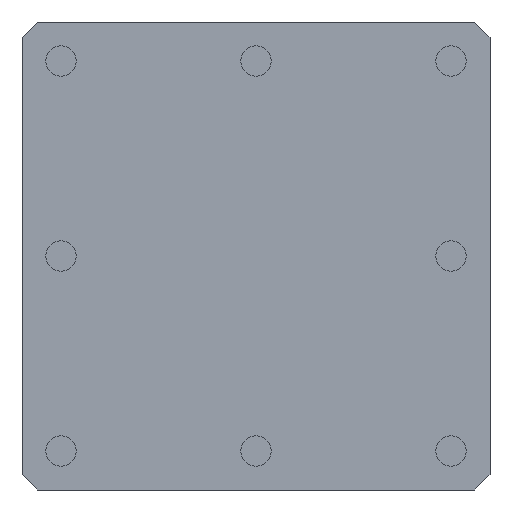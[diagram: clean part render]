
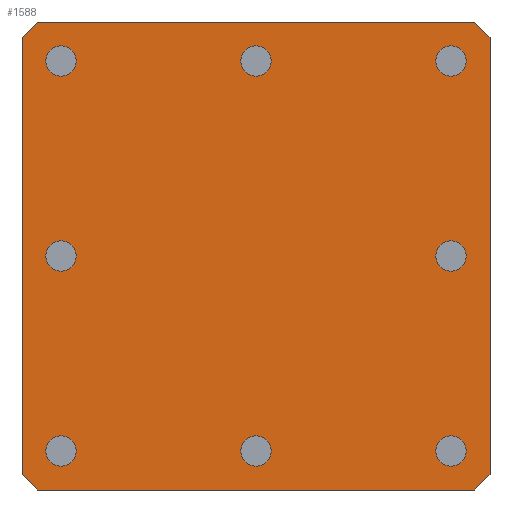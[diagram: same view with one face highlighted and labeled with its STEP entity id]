
A CAD part, front view. The second image highlights one B-rep face of the part: STEP entity #1588.
In plain terms, the highlighted face is planar.
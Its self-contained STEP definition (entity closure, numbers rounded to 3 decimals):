
#83=FACE_BOUND('',#385,.T.);
#84=FACE_BOUND('',#386,.T.);
#85=FACE_BOUND('',#387,.T.);
#86=FACE_BOUND('',#388,.T.);
#87=FACE_BOUND('',#389,.T.);
#88=FACE_BOUND('',#390,.T.);
#89=FACE_BOUND('',#391,.T.);
#90=FACE_BOUND('',#392,.T.);
#165=PLANE('',#1826);
#254=FACE_OUTER_BOUND('',#384,.T.);
#384=EDGE_LOOP('',(#1430,#1431,#1432,#1433,#1434,#1435,#1436,#1437));
#385=EDGE_LOOP('',(#1438));
#386=EDGE_LOOP('',(#1439));
#387=EDGE_LOOP('',(#1440));
#388=EDGE_LOOP('',(#1441));
#389=EDGE_LOOP('',(#1442));
#390=EDGE_LOOP('',(#1443));
#391=EDGE_LOOP('',(#1444));
#392=EDGE_LOOP('',(#1445));
#496=LINE('',#3080,#612);
#499=LINE('',#3086,#615);
#502=LINE('',#3092,#618);
#505=LINE('',#3098,#621);
#508=LINE('',#3104,#624);
#511=LINE('',#3110,#627);
#514=LINE('',#3116,#630);
#517=LINE('',#3120,#633);
#612=VECTOR('',#2229,10.);
#615=VECTOR('',#2234,10.);
#618=VECTOR('',#2239,10.);
#621=VECTOR('',#2244,10.);
#624=VECTOR('',#2249,10.);
#627=VECTOR('',#2254,10.);
#630=VECTOR('',#2259,10.);
#633=VECTOR('',#2264,10.);
#686=CIRCLE('',#1795,1.95);
#688=CIRCLE('',#1798,1.95);
#690=CIRCLE('',#1801,1.95);
#692=CIRCLE('',#1804,1.95);
#694=CIRCLE('',#1807,1.95);
#696=CIRCLE('',#1810,1.95);
#698=CIRCLE('',#1813,1.95);
#700=CIRCLE('',#1816,1.95);
#812=VERTEX_POINT('',#3026);
#814=VERTEX_POINT('',#3032);
#816=VERTEX_POINT('',#3038);
#818=VERTEX_POINT('',#3044);
#820=VERTEX_POINT('',#3050);
#822=VERTEX_POINT('',#3056);
#824=VERTEX_POINT('',#3062);
#826=VERTEX_POINT('',#3068);
#830=VERTEX_POINT('',#3077);
#831=VERTEX_POINT('',#3079);
#833=VERTEX_POINT('',#3085);
#835=VERTEX_POINT('',#3091);
#837=VERTEX_POINT('',#3097);
#839=VERTEX_POINT('',#3103);
#841=VERTEX_POINT('',#3109);
#843=VERTEX_POINT('',#3115);
#1002=EDGE_CURVE('',#812,#812,#686,.T.);
#1005=EDGE_CURVE('',#814,#814,#688,.T.);
#1008=EDGE_CURVE('',#816,#816,#690,.T.);
#1011=EDGE_CURVE('',#818,#818,#692,.T.);
#1014=EDGE_CURVE('',#820,#820,#694,.T.);
#1017=EDGE_CURVE('',#822,#822,#696,.T.);
#1020=EDGE_CURVE('',#824,#824,#698,.T.);
#1023=EDGE_CURVE('',#826,#826,#700,.T.);
#1028=EDGE_CURVE('',#831,#830,#496,.T.);
#1031=EDGE_CURVE('',#833,#831,#499,.T.);
#1034=EDGE_CURVE('',#835,#833,#502,.T.);
#1037=EDGE_CURVE('',#837,#835,#505,.T.);
#1040=EDGE_CURVE('',#839,#837,#508,.T.);
#1043=EDGE_CURVE('',#841,#839,#511,.T.);
#1046=EDGE_CURVE('',#843,#841,#514,.T.);
#1049=EDGE_CURVE('',#830,#843,#517,.T.);
#1430=ORIENTED_EDGE('',*,*,#1049,.T.);
#1431=ORIENTED_EDGE('',*,*,#1046,.T.);
#1432=ORIENTED_EDGE('',*,*,#1043,.T.);
#1433=ORIENTED_EDGE('',*,*,#1040,.T.);
#1434=ORIENTED_EDGE('',*,*,#1037,.T.);
#1435=ORIENTED_EDGE('',*,*,#1034,.T.);
#1436=ORIENTED_EDGE('',*,*,#1031,.T.);
#1437=ORIENTED_EDGE('',*,*,#1028,.T.);
#1438=ORIENTED_EDGE('',*,*,#1002,.T.);
#1439=ORIENTED_EDGE('',*,*,#1005,.T.);
#1440=ORIENTED_EDGE('',*,*,#1008,.T.);
#1441=ORIENTED_EDGE('',*,*,#1011,.T.);
#1442=ORIENTED_EDGE('',*,*,#1014,.T.);
#1443=ORIENTED_EDGE('',*,*,#1017,.T.);
#1444=ORIENTED_EDGE('',*,*,#1020,.T.);
#1445=ORIENTED_EDGE('',*,*,#1023,.T.);
#1588=ADVANCED_FACE('',(#254,#83,#84,#85,#86,#87,#88,#89,#90),#165,.T.);
#1795=AXIS2_PLACEMENT_3D('',#3027,#2171,#2172);
#1798=AXIS2_PLACEMENT_3D('',#3033,#2178,#2179);
#1801=AXIS2_PLACEMENT_3D('',#3039,#2185,#2186);
#1804=AXIS2_PLACEMENT_3D('',#3045,#2192,#2193);
#1807=AXIS2_PLACEMENT_3D('',#3051,#2199,#2200);
#1810=AXIS2_PLACEMENT_3D('',#3057,#2206,#2207);
#1813=AXIS2_PLACEMENT_3D('',#3063,#2213,#2214);
#1816=AXIS2_PLACEMENT_3D('',#3069,#2220,#2221);
#1826=AXIS2_PLACEMENT_3D('',#3121,#2265,#2266);
#2171=DIRECTION('center_axis',(0.,0.,-1.));
#2172=DIRECTION('ref_axis',(1.,0.,0.));
#2178=DIRECTION('center_axis',(0.,0.,-1.));
#2179=DIRECTION('ref_axis',(1.,0.,0.));
#2185=DIRECTION('center_axis',(0.,0.,-1.));
#2186=DIRECTION('ref_axis',(1.,0.,0.));
#2192=DIRECTION('center_axis',(0.,0.,-1.));
#2193=DIRECTION('ref_axis',(1.,0.,0.));
#2199=DIRECTION('center_axis',(0.,0.,-1.));
#2200=DIRECTION('ref_axis',(1.,0.,0.));
#2206=DIRECTION('center_axis',(0.,0.,-1.));
#2207=DIRECTION('ref_axis',(1.,0.,0.));
#2213=DIRECTION('center_axis',(0.,0.,-1.));
#2214=DIRECTION('ref_axis',(1.,0.,0.));
#2220=DIRECTION('center_axis',(0.,0.,-1.));
#2221=DIRECTION('ref_axis',(1.,0.,0.));
#2229=DIRECTION('',(-1.,0.,0.));
#2234=DIRECTION('',(-0.707,0.707,0.));
#2239=DIRECTION('',(0.,1.,0.));
#2244=DIRECTION('',(0.707,0.707,0.));
#2249=DIRECTION('',(1.,0.,0.));
#2254=DIRECTION('',(0.707,-0.707,0.));
#2259=DIRECTION('',(0.,-1.,0.));
#2264=DIRECTION('',(-0.707,-0.707,0.));
#2265=DIRECTION('center_axis',(0.,0.,1.));
#2266=DIRECTION('ref_axis',(1.,0.,0.));
#3026=CARTESIAN_POINT('',(-1.95,25.,6.));
#3027=CARTESIAN_POINT('Origin',(0.,25.,6.));
#3032=CARTESIAN_POINT('',(-26.95,0.,6.));
#3033=CARTESIAN_POINT('Origin',(-25.,0.,6.));
#3038=CARTESIAN_POINT('',(-26.95,-25.,6.));
#3039=CARTESIAN_POINT('Origin',(-25.,-25.,6.));
#3044=CARTESIAN_POINT('',(23.05,25.,6.));
#3045=CARTESIAN_POINT('Origin',(25.,25.,6.));
#3050=CARTESIAN_POINT('',(23.05,-25.,6.));
#3051=CARTESIAN_POINT('Origin',(25.,-25.,6.));
#3056=CARTESIAN_POINT('',(-26.95,25.,6.));
#3057=CARTESIAN_POINT('Origin',(-25.,25.,6.));
#3062=CARTESIAN_POINT('',(23.05,0.,6.));
#3063=CARTESIAN_POINT('Origin',(25.,0.,6.));
#3068=CARTESIAN_POINT('',(-1.95,-25.,6.));
#3069=CARTESIAN_POINT('Origin',(0.,-25.,6.));
#3077=CARTESIAN_POINT('',(-28.,30.,6.));
#3079=CARTESIAN_POINT('',(28.,30.,6.));
#3080=CARTESIAN_POINT('',(28.,30.,6.));
#3085=CARTESIAN_POINT('',(30.,28.,6.));
#3086=CARTESIAN_POINT('',(30.,28.,6.));
#3091=CARTESIAN_POINT('',(30.,-28.,6.));
#3092=CARTESIAN_POINT('',(30.,-28.,6.));
#3097=CARTESIAN_POINT('',(28.,-30.,6.));
#3098=CARTESIAN_POINT('',(28.,-30.,6.));
#3103=CARTESIAN_POINT('',(-28.,-30.,6.));
#3104=CARTESIAN_POINT('',(-28.,-30.,6.));
#3109=CARTESIAN_POINT('',(-30.,-28.,6.));
#3110=CARTESIAN_POINT('',(-30.,-28.,6.));
#3115=CARTESIAN_POINT('',(-30.,28.,6.));
#3116=CARTESIAN_POINT('',(-30.,28.,6.));
#3120=CARTESIAN_POINT('',(-28.,30.,6.));
#3121=CARTESIAN_POINT('Origin',(0.,0.,6.));
